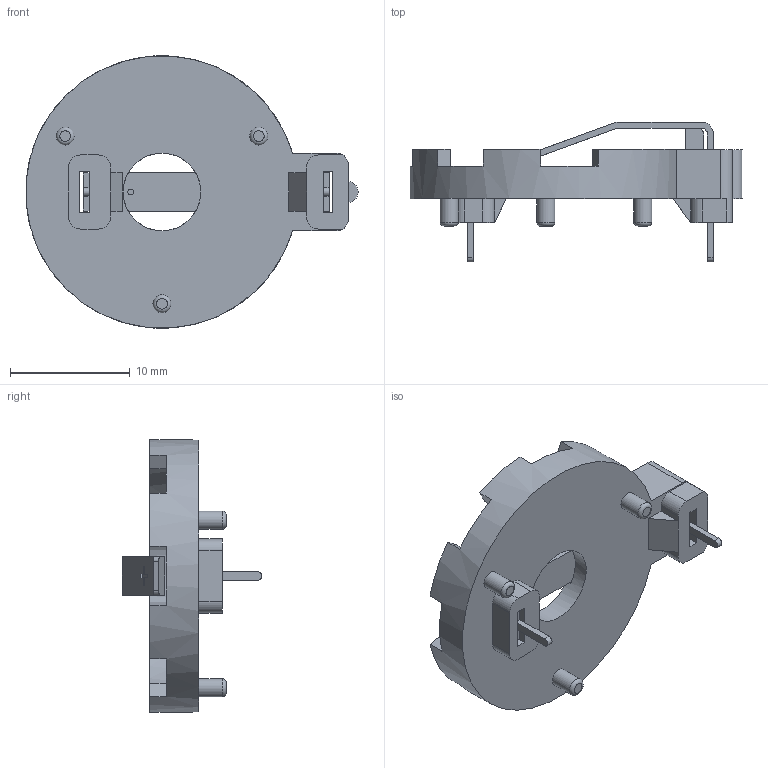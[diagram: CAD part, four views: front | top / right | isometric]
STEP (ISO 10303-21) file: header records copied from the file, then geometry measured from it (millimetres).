
FILE_DESCRIPTION(/* description */ ('Unknown'),/* implementation_level */ '2;1');
FILE_NAME(/* name */ '79528211',/* time_stamp */ '2023-04-21T10:56:08+02:00',/* author */ ('Unknown'),/* organization */ ('Unknown'),/* preprocessor_version */ 'ST-DEVELOPER v16.7',/* originating_system */ 'Solid Edge',/* authorisation */ 'Unknown');
FILE_SCHEMA (('AUTOMOTIVE_DESIGN {1 0 10303 214 3 1 1}'));
Length unit declared in the file: millimetre
Products named in the file (8): 79528211; CH25-2032LF蚾饜极; CH25-2032LF_默_; CH25-2032LF-CONTACT-1_默_; CH25-2032LF-CONTACT-2_默_; CH25-2032LF; CH25-2032LF-CONTACT-1; CH25-2032LF-CONTACT-2
Assembly tree (7 placements, depth 3):
  79528211
    CH25-2032LF蚾饜极
      CH25-2032LF_默_
      CH25-2032LF-CONTACT-1_默_
      CH25-2032LF-CONTACT-2_默_
    CH25-2032LF
    CH25-2032LF-CONTACT-1
    CH25-2032LF-CONTACT-2
Bounding box: 27.77 x 11.7 x 22.78 mm (x, y, z)
Volume: 1075.7 mm3; surface area: 1808.6 mm2
Topology: 3 solids, 3 shells, 186 faces, 487 edges, 323 vertices
Faces by surface type: plane 126, cylinder 38, bspline 18, torus 3, cone 1
Full cylindrical faces by diameter (mm): 0.5 x1, 1.5 x4, 4 x4, 6.5 x1, 20.2 x1
Entity records: 6878 total; most frequent: CARTESIAN_POINT 2220, ORIENTED_EDGE 934, DIRECTION 886, EDGE_CURVE 467, LINE 326, VECTOR 326, VERTEX_POINT 318, AXIS2_PLACEMENT_3D 280
